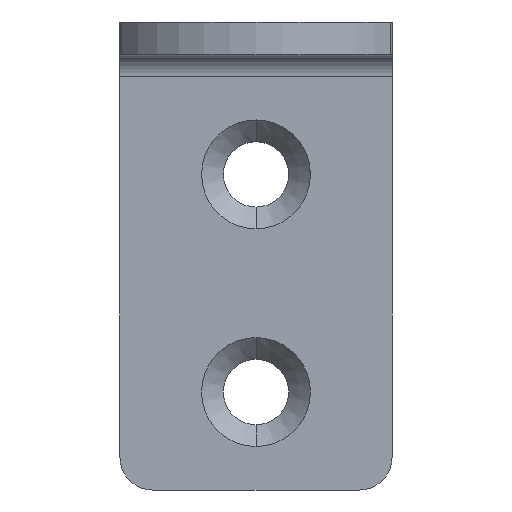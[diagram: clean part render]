
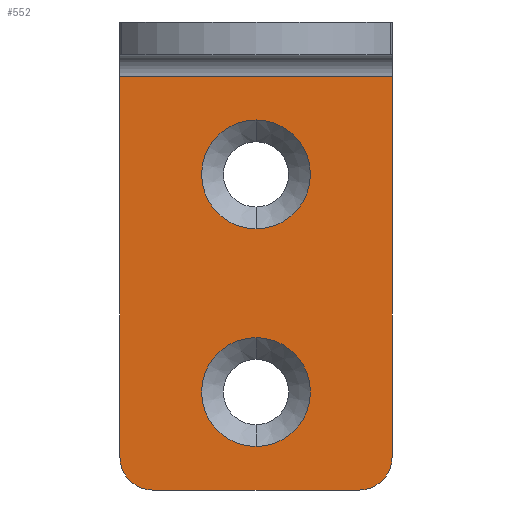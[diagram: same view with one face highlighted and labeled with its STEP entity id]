
A CAD part, front view. The second image highlights one B-rep face of the part: STEP entity #552.
In plain terms, the highlighted planar face has unit normal (0, -1, 0).
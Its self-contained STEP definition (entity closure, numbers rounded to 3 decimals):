
#3 = CARTESIAN_POINT ( 'NONE',  ( 9.5, -3., -43. ) ) ;
#4 = CARTESIAN_POINT ( 'NONE',  ( -9.5, -3., -43. ) ) ;
#7 = CARTESIAN_POINT ( 'NONE',  ( 0., -3., -14. ) ) ;
#12 = VERTEX_POINT ( 'NONE', #788 ) ;
#15 = ORIENTED_EDGE ( 'NONE', *, *, #226, .F. ) ;
#18 = CIRCLE ( 'NONE', #30, 5. ) ;
#19 = CARTESIAN_POINT ( 'NONE',  ( 0., -3., -34. ) ) ;
#20 = CARTESIAN_POINT ( 'NONE',  ( 12.5, -3., -5. ) ) ;
#30 = AXIS2_PLACEMENT_3D ( 'NONE', #58, #501, #54 ) ;
#33 = VERTEX_POINT ( 'NONE', #145 ) ;
#54 = DIRECTION ( 'NONE',  ( 0., 0., -1. ) ) ;
#57 = AXIS2_PLACEMENT_3D ( 'NONE', #453, #470, #665 ) ;
#58 = CARTESIAN_POINT ( 'NONE',  ( 0., -3., -34. ) ) ;
#67 = CARTESIAN_POINT ( 'NONE',  ( 12.5, -3., 0. ) ) ;
#79 = VECTOR ( 'NONE', #582, 1000. ) ;
#84 = EDGE_CURVE ( 'NONE', #724, #33, #206, .T. ) ;
#92 = EDGE_LOOP ( 'NONE', ( #347, #773 ) ) ;
#106 = DIRECTION ( 'NONE',  ( 0., 0., -1. ) ) ;
#112 = EDGE_LOOP ( 'NONE', ( #441, #286, #614, #301, #660, #113 ) ) ;
#113 = ORIENTED_EDGE ( 'NONE', *, *, #786, .T. ) ;
#129 = VECTOR ( 'NONE', #664, 1000. ) ;
#131 = DIRECTION ( 'NONE',  ( 0., 0., 1. ) ) ;
#145 = CARTESIAN_POINT ( 'NONE',  ( 12.5, -3., -40. ) ) ;
#174 = FACE_OUTER_BOUND ( 'NONE', #112, .T. ) ;
#196 = CARTESIAN_POINT ( 'NONE',  ( 0., -3., -9. ) ) ;
#204 = CARTESIAN_POINT ( 'NONE',  ( 12.5, -3., -5. ) ) ;
#206 = CIRCLE ( 'NONE', #57, 3. ) ;
#209 = AXIS2_PLACEMENT_3D ( 'NONE', #577, #646, #131 ) ;
#212 = CIRCLE ( 'NONE', #477, 5. ) ;
#213 = DIRECTION ( 'NONE',  ( 0., 0., -1. ) ) ;
#226 = EDGE_CURVE ( 'NONE', #775, #546, #795, .T. ) ;
#235 = PLANE ( 'NONE',  #819 ) ;
#253 = DIRECTION ( 'NONE',  ( 0., -1., 0. ) ) ;
#286 = ORIENTED_EDGE ( 'NONE', *, *, #677, .T. ) ;
#287 = VECTOR ( 'NONE', #306, 1000. ) ;
#296 = CARTESIAN_POINT ( 'NONE',  ( 0., -3., -39. ) ) ;
#298 = CARTESIAN_POINT ( 'NONE',  ( -12.5, -3., -5. ) ) ;
#301 = ORIENTED_EDGE ( 'NONE', *, *, #84, .T. ) ;
#303 = EDGE_CURVE ( 'NONE', #605, #12, #18, .T. ) ;
#306 = DIRECTION ( 'NONE',  ( 0., 0., -1. ) ) ;
#314 = DIRECTION ( 'NONE',  ( 0., 0., -1. ) ) ;
#316 = VECTOR ( 'NONE', #704, 1000. ) ;
#325 = CIRCLE ( 'NONE', #209, 3. ) ;
#335 = ORIENTED_EDGE ( 'NONE', *, *, #675, .F. ) ;
#346 = AXIS2_PLACEMENT_3D ( 'NONE', #7, #253, #314 ) ;
#347 = ORIENTED_EDGE ( 'NONE', *, *, #303, .F. ) ;
#372 = DIRECTION ( 'NONE',  ( 0., 1., 0. ) ) ;
#386 = VERTEX_POINT ( 'NONE', #298 ) ;
#388 = CARTESIAN_POINT ( 'NONE',  ( 12.5, -3., -43. ) ) ;
#401 = EDGE_CURVE ( 'NONE', #386, #727, #616, .T. ) ;
#422 = CARTESIAN_POINT ( 'NONE',  ( 0., -3., -14. ) ) ;
#428 = EDGE_LOOP ( 'NONE', ( #335, #15 ) ) ;
#439 = EDGE_CURVE ( 'NONE', #724, #479, #535, .T. ) ;
#441 = ORIENTED_EDGE ( 'NONE', *, *, #401, .T. ) ;
#453 = CARTESIAN_POINT ( 'NONE',  ( 9.5, -3., -40. ) ) ;
#470 = DIRECTION ( 'NONE',  ( 0., -1., 0. ) ) ;
#477 = AXIS2_PLACEMENT_3D ( 'NONE', #19, #540, #213 ) ;
#479 = VERTEX_POINT ( 'NONE', #4 ) ;
#486 = DIRECTION ( 'NONE',  ( 0., -1., 0. ) ) ;
#501 = DIRECTION ( 'NONE',  ( 0., -1., 0. ) ) ;
#535 = LINE ( 'NONE', #388, #79 ) ;
#540 = DIRECTION ( 'NONE',  ( 0., -1., 0. ) ) ;
#545 = EDGE_CURVE ( 'NONE', #12, #605, #212, .T. ) ;
#546 = VERTEX_POINT ( 'NONE', #783 ) ;
#552 = ADVANCED_FACE ( 'NONE', ( #567, #746, #174 ), #235, .F. ) ;
#564 = LINE ( 'NONE', #67, #316 ) ;
#567 = FACE_BOUND ( 'NONE', #428, .T. ) ;
#569 = DIRECTION ( 'NONE',  ( 0., 0., 1. ) ) ;
#577 = CARTESIAN_POINT ( 'NONE',  ( -9.5, -3., -40. ) ) ;
#582 = DIRECTION ( 'NONE',  ( -1., 0., 0. ) ) ;
#605 = VERTEX_POINT ( 'NONE', #296 ) ;
#614 = ORIENTED_EDGE ( 'NONE', *, *, #439, .F. ) ;
#616 = LINE ( 'NONE', #698, #287 ) ;
#646 = DIRECTION ( 'NONE',  ( 0., -1., 0. ) ) ;
#652 = CARTESIAN_POINT ( 'NONE',  ( -12.5, -3., -40. ) ) ;
#660 = ORIENTED_EDGE ( 'NONE', *, *, #713, .F. ) ;
#664 = DIRECTION ( 'NONE',  ( -1., 0., 0. ) ) ;
#665 = DIRECTION ( 'NONE',  ( 0., 0., 1. ) ) ;
#675 = EDGE_CURVE ( 'NONE', #546, #775, #755, .T. ) ;
#677 = EDGE_CURVE ( 'NONE', #727, #479, #325, .T. ) ;
#690 = CARTESIAN_POINT ( 'NONE',  ( 12.5, -3., 0. ) ) ;
#698 = CARTESIAN_POINT ( 'NONE',  ( -12.5, -3., 0. ) ) ;
#703 = AXIS2_PLACEMENT_3D ( 'NONE', #422, #486, #106 ) ;
#704 = DIRECTION ( 'NONE',  ( 0., 0., -1. ) ) ;
#713 = EDGE_CURVE ( 'NONE', #805, #33, #564, .T. ) ;
#724 = VERTEX_POINT ( 'NONE', #3 ) ;
#727 = VERTEX_POINT ( 'NONE', #652 ) ;
#746 = FACE_BOUND ( 'NONE', #92, .T. ) ;
#755 = CIRCLE ( 'NONE', #346, 5. ) ;
#773 = ORIENTED_EDGE ( 'NONE', *, *, #545, .F. ) ;
#775 = VERTEX_POINT ( 'NONE', #196 ) ;
#783 = CARTESIAN_POINT ( 'NONE',  ( 0., -3., -19. ) ) ;
#786 = EDGE_CURVE ( 'NONE', #805, #386, #816, .T. ) ;
#788 = CARTESIAN_POINT ( 'NONE',  ( 0., -3., -29. ) ) ;
#795 = CIRCLE ( 'NONE', #703, 5. ) ;
#805 = VERTEX_POINT ( 'NONE', #204 ) ;
#816 = LINE ( 'NONE', #20, #129 ) ;
#819 = AXIS2_PLACEMENT_3D ( 'NONE', #690, #372, #569 ) ;
